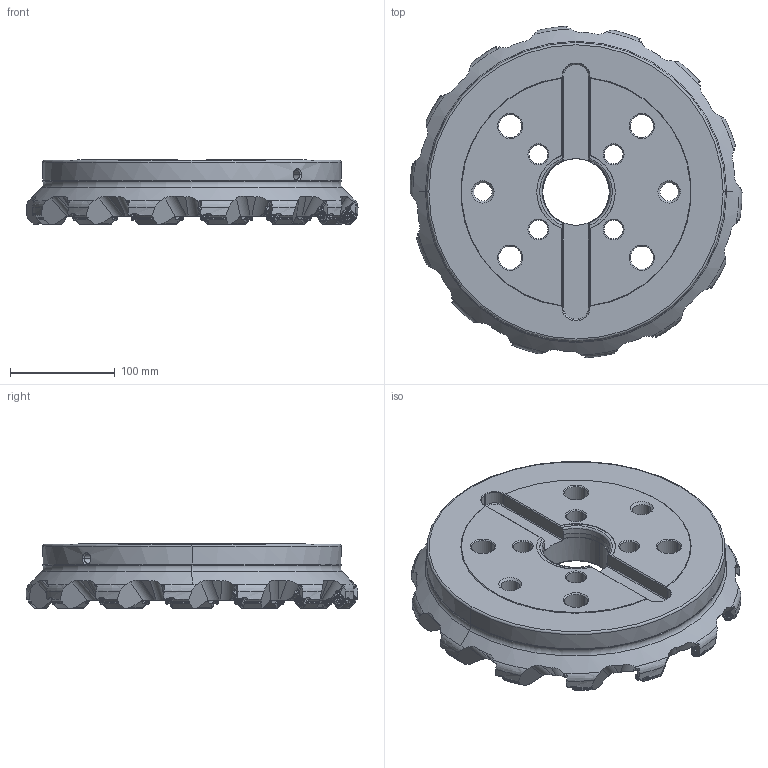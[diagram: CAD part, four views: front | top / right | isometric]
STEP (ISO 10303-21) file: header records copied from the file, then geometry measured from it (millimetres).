
FILE_DESCRIPTION(/* description */ (''),/* implementation_level */ '2;1');
FILE_NAME(/* name */ 'WSX445UR1214MN.stp',/* time_stamp */ '2023-11-01T14:18:49+09:00',/* author */ (''),/* organization */ (''),/* preprocessor_version */ 'ST-DEVELOPER v16',/* originating_system */ 'SIEMENS PLM Software NX 10.0',/* authorisation */ '');
FILE_SCHEMA (('AUTOMOTIVE_DESIGN { 1 0 10303 214 3 1 1 1 }'));
Products named in the file (1): WSX445UR1214MN_ASM
Bounding box: 317.06 x 316.62 x 61.75 mm (x, y, z)
Volume: 2776877.5 mm3; surface area: 236189.4 mm2
Topology: 15 solids, 15 shells, 2089 faces, 5586 edges, 3499 vertices
Faces by surface type: cylinder 696, plane 449, bspline 322, torus 266, cone 160, extrusion 98, sphere 98
Entity records: 134172 total; most frequent: CARTESIAN_POINT 86927, ORIENTED_EDGE 11052, DIRECTION 8096, EDGE_CURVE 5526, VERTEX_POINT 3482, AXIS2_PLACEMENT_3D 3278, B_SPLINE_CURVE_WITH_KNOTS 2595, EDGE_LOOP 2126
